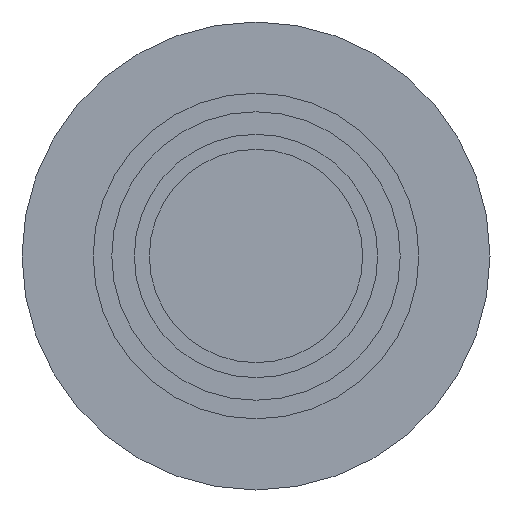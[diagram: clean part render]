
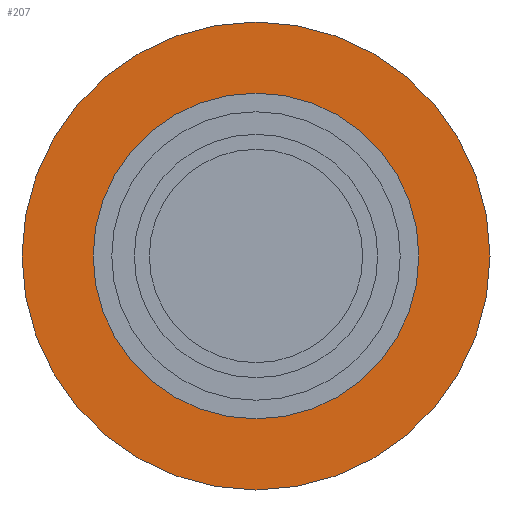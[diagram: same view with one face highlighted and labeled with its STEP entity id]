
A CAD part, left-side view. The second image highlights one B-rep face of the part: STEP entity #207.
In plain terms, the highlighted planar face has unit normal (-1, 0, 0).
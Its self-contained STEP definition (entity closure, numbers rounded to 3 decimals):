
#13 = DIRECTION ( 'NONE',  ( 0., 0., 1. ) ) ;
#18 = CIRCLE ( 'NONE', #515, 26.1 ) ;
#25 = DIRECTION ( 'NONE',  ( 0., 0., -1. ) ) ;
#39 = CARTESIAN_POINT ( 'NONE',  ( 0., 0., 26.1 ) ) ;
#49 = CARTESIAN_POINT ( 'NONE',  ( 0., 0., 0. ) ) ;
#89 = EDGE_CURVE ( 'NONE', #285, #285, #18, .T. ) ;
#103 = DIRECTION ( 'NONE',  ( 0., 0., 1. ) ) ;
#122 = EDGE_CURVE ( 'NONE', #273, #273, #598, .T. ) ;
#127 = EDGE_LOOP ( 'NONE', ( #565 ) ) ;
#131 = AXIS2_PLACEMENT_3D ( 'NONE', #270, #606, #25 ) ;
#147 = DIRECTION ( 'NONE',  ( -1., 0., 0. ) ) ;
#207 = ADVANCED_FACE ( 'NONE', ( #427, #449 ), #458, .F. ) ;
#247 = DIRECTION ( 'NONE',  ( -1., 0., 0. ) ) ;
#270 = CARTESIAN_POINT ( 'NONE',  ( 0., 26.1, 0. ) ) ;
#273 = VERTEX_POINT ( 'NONE', #386 ) ;
#285 = VERTEX_POINT ( 'NONE', #39 ) ;
#386 = CARTESIAN_POINT ( 'NONE',  ( 0., 0., 37.5 ) ) ;
#390 = AXIS2_PLACEMENT_3D ( 'NONE', #541, #247, #13 ) ;
#427 = FACE_BOUND ( 'NONE', #547, .T. ) ;
#441 = ORIENTED_EDGE ( 'NONE', *, *, #89, .F. ) ;
#449 = FACE_OUTER_BOUND ( 'NONE', #127, .T. ) ;
#458 = PLANE ( 'NONE',  #131 ) ;
#515 = AXIS2_PLACEMENT_3D ( 'NONE', #49, #147, #103 ) ;
#541 = CARTESIAN_POINT ( 'NONE',  ( 0., 0., 0. ) ) ;
#547 = EDGE_LOOP ( 'NONE', ( #441 ) ) ;
#565 = ORIENTED_EDGE ( 'NONE', *, *, #122, .T. ) ;
#598 = CIRCLE ( 'NONE', #390, 37.5 ) ;
#606 = DIRECTION ( 'NONE',  ( 1., 0., 0. ) ) ;
